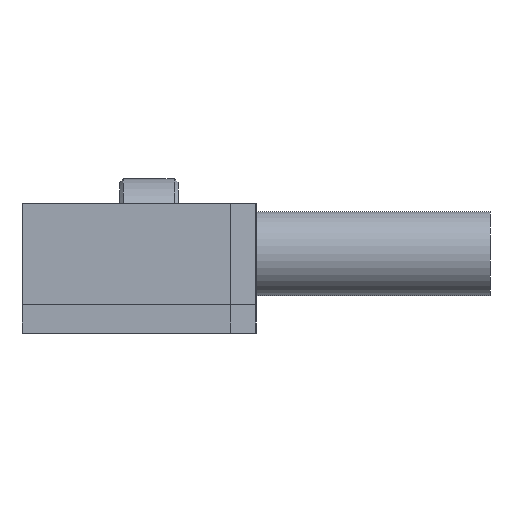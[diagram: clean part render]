
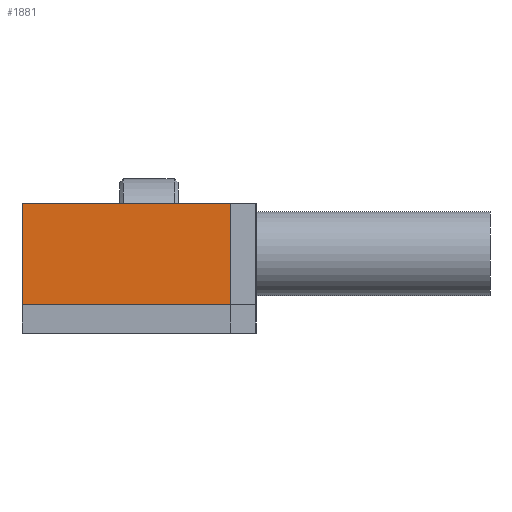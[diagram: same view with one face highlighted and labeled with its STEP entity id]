
A CAD part, left-side view. The second image highlights one B-rep face of the part: STEP entity #1881.
In plain terms, the highlighted face is planar.
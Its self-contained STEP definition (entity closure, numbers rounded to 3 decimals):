
#66 = VERTEX_POINT ( 'NONE', #128 ) ;
#68 = VECTOR ( 'NONE', #372, 1000. ) ;
#86 = ORIENTED_EDGE ( 'NONE', *, *, #2254, .F. ) ;
#128 = CARTESIAN_POINT ( 'NONE',  ( -2.6, -4.2, -10. ) ) ;
#296 = VECTOR ( 'NONE', #1923, 1000. ) ;
#372 = DIRECTION ( 'NONE',  ( 0., -1., 0. ) ) ;
#488 = ORIENTED_EDGE ( 'NONE', *, *, #2302, .T. ) ;
#598 = EDGE_LOOP ( 'NONE', ( #609, #488, #1500, #86 ) ) ;
#609 = ORIENTED_EDGE ( 'NONE', *, *, #2044, .T. ) ;
#770 = CARTESIAN_POINT ( 'NONE',  ( 2.6, 0., -10. ) ) ;
#826 = CARTESIAN_POINT ( 'NONE',  ( 2.6, -4.2, -10. ) ) ;
#868 = VERTEX_POINT ( 'NONE', #826 ) ;
#875 = CARTESIAN_POINT ( 'NONE',  ( -2.6, 6.5, -10. ) ) ;
#952 = VERTEX_POINT ( 'NONE', #2248 ) ;
#1020 = VECTOR ( 'NONE', #1049, 1000. ) ;
#1049 = DIRECTION ( 'NONE',  ( -1., 0., 0. ) ) ;
#1075 = CARTESIAN_POINT ( 'NONE',  ( -2.6, 0., -10. ) ) ;
#1160 = FACE_OUTER_BOUND ( 'NONE', #598, .T. ) ;
#1350 = DIRECTION ( 'NONE',  ( 0., 0., -1. ) ) ;
#1439 = CARTESIAN_POINT ( 'NONE',  ( 2.6, -4.2, -10. ) ) ;
#1480 = CARTESIAN_POINT ( 'NONE',  ( 2.6, 6.5, -10. ) ) ;
#1494 = LINE ( 'NONE', #1439, #2493 ) ;
#1500 = ORIENTED_EDGE ( 'NONE', *, *, #1639, .F. ) ;
#1550 = PLANE ( 'NONE',  #2584 ) ;
#1613 = LINE ( 'NONE', #770, #68 ) ;
#1639 = EDGE_CURVE ( 'NONE', #2250, #66, #1899, .T. ) ;
#1756 = CARTESIAN_POINT ( 'NONE',  ( 2.6, 0., -10. ) ) ;
#1783 = DIRECTION ( 'NONE',  ( -1., 0., 0. ) ) ;
#1881 = ADVANCED_FACE ( 'NONE', ( #1160 ), #1550, .T. ) ;
#1899 = LINE ( 'NONE', #1075, #296 ) ;
#1923 = DIRECTION ( 'NONE',  ( 0., -1., 0. ) ) ;
#2044 = EDGE_CURVE ( 'NONE', #952, #868, #1613, .T. ) ;
#2248 = CARTESIAN_POINT ( 'NONE',  ( 2.6, 6.5, -10. ) ) ;
#2250 = VERTEX_POINT ( 'NONE', #875 ) ;
#2254 = EDGE_CURVE ( 'NONE', #952, #2250, #2507, .T. ) ;
#2302 = EDGE_CURVE ( 'NONE', #868, #66, #1494, .T. ) ;
#2325 = DIRECTION ( 'NONE',  ( -1., 0., 0. ) ) ;
#2493 = VECTOR ( 'NONE', #2325, 1000. ) ;
#2507 = LINE ( 'NONE', #1480, #1020 ) ;
#2584 = AXIS2_PLACEMENT_3D ( 'NONE', #1756, #1350, #1783 ) ;
